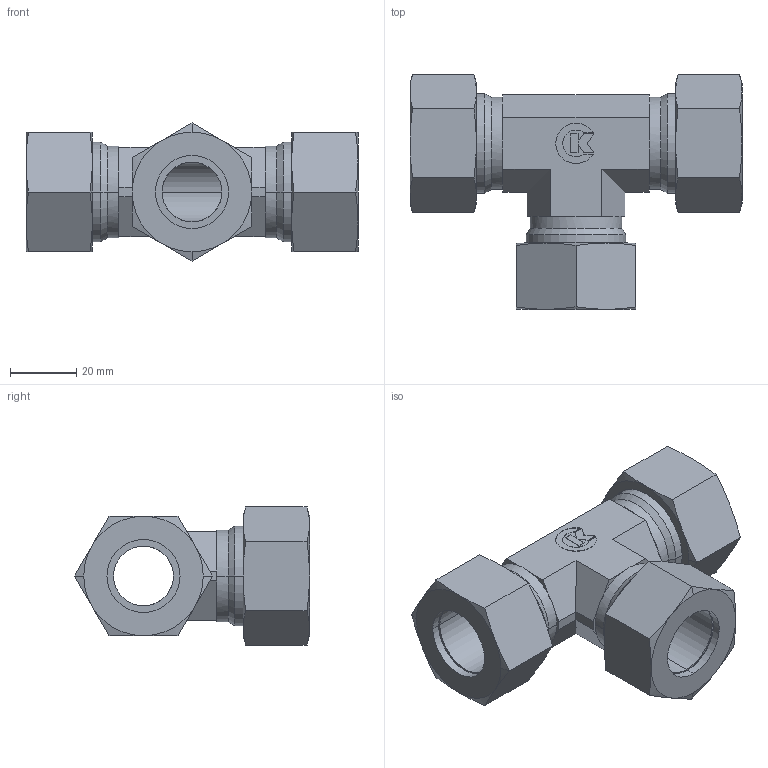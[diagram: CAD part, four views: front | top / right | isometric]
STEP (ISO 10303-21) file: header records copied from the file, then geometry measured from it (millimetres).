
FILE_DESCRIPTION( ( '' ), '1' );
FILE_NAME( '381203030.stp', '2012-08-09T09:48:00', ( '' ), ( '' ), ' ', ' ', ' ' );
FILE_SCHEMA( ( 'CONFIG_CONTROL_DESIGN' ) );
Length unit declared in the file: millimetre
Products named in the file (7): 1; 2; 3; 4; 5; 6; 7
Bounding box: 100 x 70.78 x 41.57 mm (x, y, z)
Volume: 71914 mm3; surface area: 38797.8 mm2
Topology: 7 solids, 7 shells, 269 faces, 599 edges, 350 vertices
Faces by surface type: plane 119, cone 96, cylinder 54
Entity records: 7587 total; most frequent: CARTESIAN_POINT 1369, DIRECTION 1309, ORIENTED_EDGE 1198, EDGE_CURVE 599, AXIS2_PLACEMENT_3D 506, VERTEX_POINT 350, LINE 297, VECTOR 297
